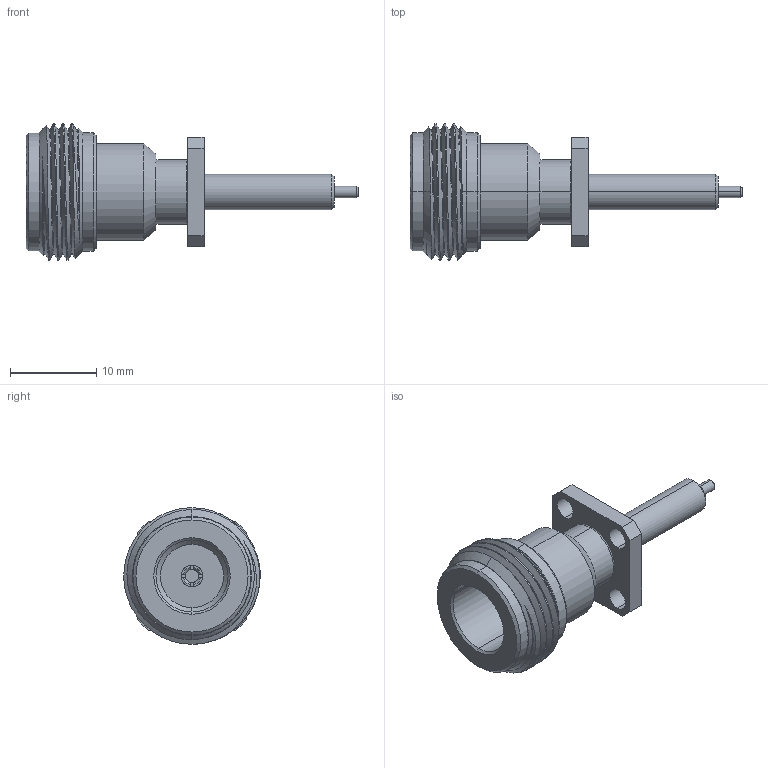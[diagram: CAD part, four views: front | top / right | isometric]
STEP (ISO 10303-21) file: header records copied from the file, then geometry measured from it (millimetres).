
FILE_DESCRIPTION (( 'STEP AP203' ), '1' );
FILE_NAME ('PE4355.step', '2018-06-04T14:44:32', ( '' ), ( '' ), 'SwSTEP 2.0', 'SolidWorks 2017', '' );
FILE_SCHEMA (( 'CONFIG_CONTROL_DESIGN' ));
Length unit declared in the file: inch
Products named in the file (1): PE4355
Bounding box: 38.6 x 15.87 x 15.88 mm (x, y, z)
Volume: 2051.1 mm3; surface area: 2245.4 mm2
Topology: 1 solids, 2 shells, 105 faces, 256 edges, 164 vertices
Faces by surface type: cylinder 39, plane 37, cone 24, bspline 3, torus 2
Entity records: 4448 total; most frequent: CARTESIAN_POINT 1875, DIRECTION 536, ORIENTED_EDGE 512, EDGE_CURVE 256, AXIS2_PLACEMENT_3D 211, VERTEX_POINT 164, EDGE_LOOP 124, LINE 114
